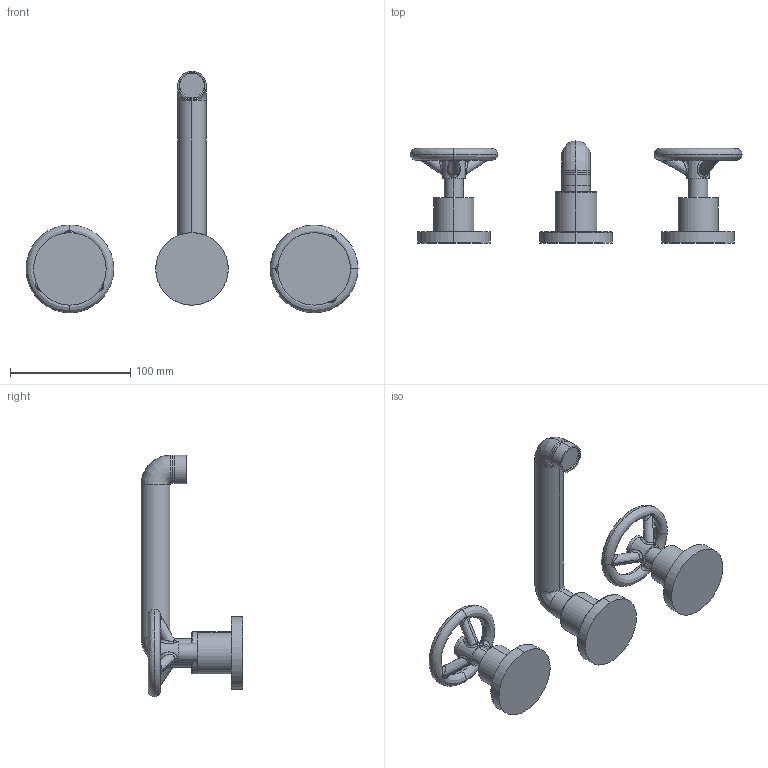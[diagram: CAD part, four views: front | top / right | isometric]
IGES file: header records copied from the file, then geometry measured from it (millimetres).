
Start section:  PTC IGES file: 2930.igs
Global section: file name: 2930.igs; native system: Creo Parametric by PTC Inc.; preprocessor: 2019352; author: nehatek; organization: Unknown; date: 20230220.170014; units: inch
Bounding box: 276.23 x 84.74 x 201.01 mm (x, y, z)
Surface area: 67309.5 mm2 (no closed solid volume)
Topology: 0 solids, 0 shells, 120 faces, 536 edges, 536 vertices
Faces by surface type: revolution 64, bspline 56
